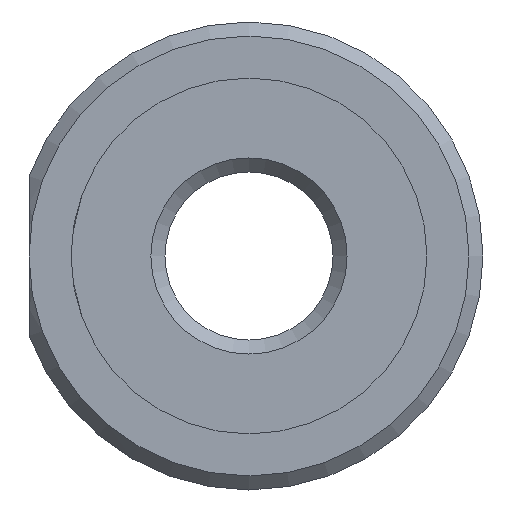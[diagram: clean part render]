
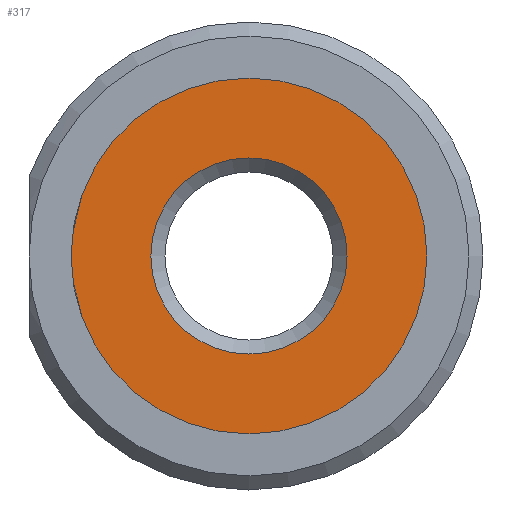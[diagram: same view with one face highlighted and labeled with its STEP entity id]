
A CAD part, left-side view. The second image highlights one B-rep face of the part: STEP entity #317.
In plain terms, the highlighted planar face has unit normal (-1, 0, 0).
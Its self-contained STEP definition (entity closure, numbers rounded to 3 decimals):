
#30=FACE_BOUND('',#100,.T.);
#37=PLANE('',#379);
#77=FACE_OUTER_BOUND('',#99,.T.);
#99=EDGE_LOOP('',(#276,#277));
#100=EDGE_LOOP('',(#278));
#131=CIRCLE('',#378,7.);
#132=CIRCLE('',#380,12.7);
#133=CIRCLE('',#381,12.7);
#164=VERTEX_POINT('',#614);
#165=VERTEX_POINT('',#618);
#166=VERTEX_POINT('',#619);
#205=EDGE_CURVE('',#164,#164,#131,.T.);
#207=EDGE_CURVE('',#165,#166,#132,.T.);
#208=EDGE_CURVE('',#166,#165,#133,.T.);
#276=ORIENTED_EDGE('',*,*,#207,.F.);
#277=ORIENTED_EDGE('',*,*,#208,.F.);
#278=ORIENTED_EDGE('',*,*,#205,.F.);
#317=ADVANCED_FACE('',(#77,#30),#37,.T.);
#378=AXIS2_PLACEMENT_3D('',#615,#469,#470);
#379=AXIS2_PLACEMENT_3D('',#617,#472,#473);
#380=AXIS2_PLACEMENT_3D('',#620,#474,#475);
#381=AXIS2_PLACEMENT_3D('',#621,#476,#477);
#469=DIRECTION('center_axis',(-1.,0.,0.));
#470=DIRECTION('ref_axis',(0.,-1.,0.));
#472=DIRECTION('center_axis',(-1.,0.,0.));
#473=DIRECTION('ref_axis',(0.,0.,1.));
#474=DIRECTION('center_axis',(1.,0.,0.));
#475=DIRECTION('ref_axis',(0.,0.,-1.));
#476=DIRECTION('center_axis',(1.,0.,0.));
#477=DIRECTION('ref_axis',(0.,0.,-1.));
#614=CARTESIAN_POINT('',(-4.,7.,0.));
#615=CARTESIAN_POINT('Origin',(-4.,0.,0.));
#617=CARTESIAN_POINT('Origin',(-4.,12.7,0.));
#618=CARTESIAN_POINT('',(-4.,12.7,0.));
#619=CARTESIAN_POINT('',(-4.,-12.7,0.));
#620=CARTESIAN_POINT('Origin',(-4.,0.,0.));
#621=CARTESIAN_POINT('Origin',(-4.,0.,0.));
